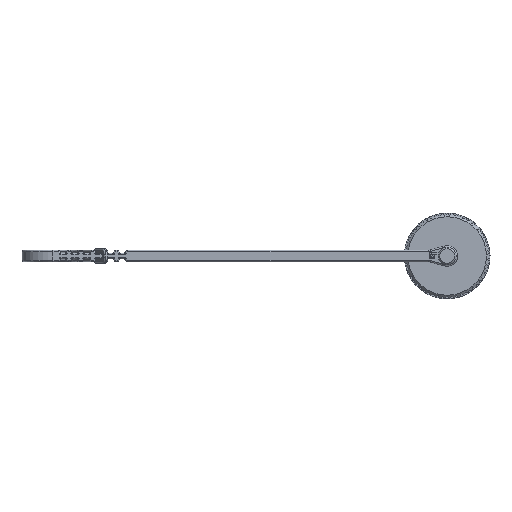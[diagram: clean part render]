
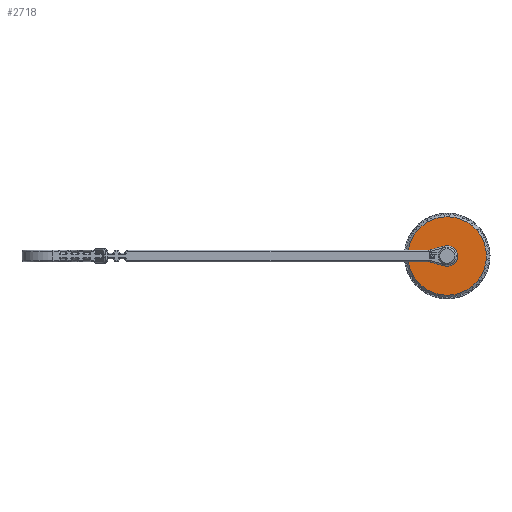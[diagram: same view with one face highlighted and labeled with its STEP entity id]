
A CAD part, left-side view. The second image highlights one B-rep face of the part: STEP entity #2718.
In plain terms, the highlighted planar face has unit normal (-1, 0, 0).
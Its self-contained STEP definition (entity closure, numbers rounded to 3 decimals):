
#2718=ADVANCED_FACE('',(#3623,#3624),#3353,.T.);
#3353=PLANE('',#10092);
#3623=FACE_BOUND('',#3674,.T.);
#3624=FACE_BOUND('',#3675,.T.);
#3674=EDGE_LOOP('',(#4336));
#3675=EDGE_LOOP('',(#4337));
#4336=ORIENTED_EDGE('',*,*,#8125,.T.);
#4337=ORIENTED_EDGE('',*,*,#8126,.T.);
#7270=VERTEX_POINT('',#14400);
#7271=VERTEX_POINT('',#14402);
#8125=EDGE_CURVE('',#7270,#7270,#9592,.T.);
#8126=EDGE_CURVE('',#7271,#7271,#9593,.T.);
#9592=CIRCLE('',#10090,13.3);
#9593=CIRCLE('',#10091,3.5);
#10090=AXIS2_PLACEMENT_3D('',#14399,#11284,#11285);
#10091=AXIS2_PLACEMENT_3D('',#14401,#11286,#11287);
#10092=AXIS2_PLACEMENT_3D('',#14403,#11288,#11289);
#11284=DIRECTION('',(-1.,0.,0.));
#11285=DIRECTION('',(0.,0.,1.));
#11286=DIRECTION('',(1.,0.,0.));
#11287=DIRECTION('',(0.,0.,1.));
#11288=DIRECTION('',(-1.,0.,0.));
#11289=DIRECTION('',(0.,0.,1.));
#14399=CARTESIAN_POINT('',(0.,0.,0.));
#14400=CARTESIAN_POINT('',(0.,0.,13.3));
#14401=CARTESIAN_POINT('',(0.,0.,0.));
#14402=CARTESIAN_POINT('',(0.,0.,3.5));
#14403=CARTESIAN_POINT('',(0.,0.,0.));
